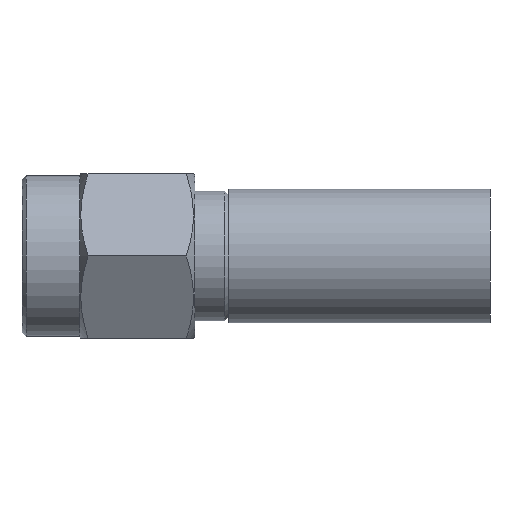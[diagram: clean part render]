
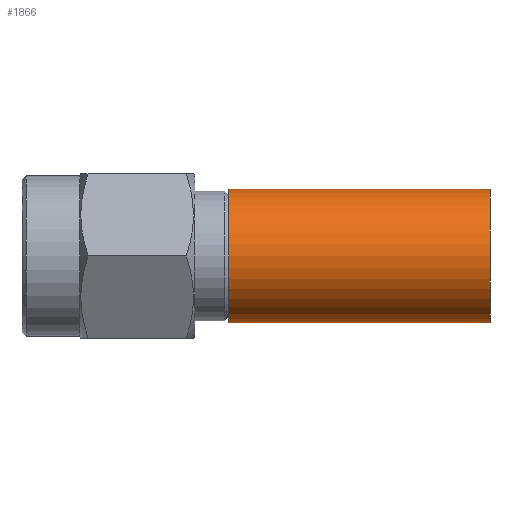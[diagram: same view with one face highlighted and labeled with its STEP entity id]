
A CAD part, front view. The second image highlights one B-rep face of the part: STEP entity #1866.
In plain terms, the highlighted cylindrical face has radius 3.25 mm (diameter 6.5 mm), a partial arc.
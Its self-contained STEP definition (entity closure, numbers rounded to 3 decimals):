
#2 = DIRECTION ( 'NONE',  ( 0., 0., 1. ) ) ;
#3 = VECTOR ( 'NONE', #866, 1000. ) ;
#15 = AXIS2_PLACEMENT_3D ( 'NONE', #1587, #1750, #1272 ) ;
#69 = DIRECTION ( 'NONE',  ( -1., 0., 0. ) ) ;
#176 = VECTOR ( 'NONE', #69, 1000. ) ;
#228 = ORIENTED_EDGE ( 'NONE', *, *, #546, .F. ) ;
#237 = VERTEX_POINT ( 'NONE', #265 ) ;
#265 = CARTESIAN_POINT ( 'NONE',  ( 22.75, 0., 3.25 ) ) ;
#332 = CIRCLE ( 'NONE', #1952, 3.25 ) ;
#546 = EDGE_CURVE ( 'NONE', #1670, #843, #1157, .T. ) ;
#588 = CARTESIAN_POINT ( 'NONE',  ( 10.05, 0., 3.25 ) ) ;
#638 = VERTEX_POINT ( 'NONE', #588 ) ;
#648 = CARTESIAN_POINT ( 'NONE',  ( 10.05, 0., 0. ) ) ;
#754 = AXIS2_PLACEMENT_3D ( 'NONE', #1895, #931, #2 ) ;
#794 = FACE_OUTER_BOUND ( 'NONE', #1480, .T. ) ;
#807 = DIRECTION ( 'NONE',  ( 0., 0., 1. ) ) ;
#843 = VERTEX_POINT ( 'NONE', #1317 ) ;
#866 = DIRECTION ( 'NONE',  ( -1., 0., 0. ) ) ;
#920 = ORIENTED_EDGE ( 'NONE', *, *, #1868, .F. ) ;
#931 = DIRECTION ( 'NONE',  ( -1., 0., 0. ) ) ;
#1157 = LINE ( 'NONE', #1159, #176 ) ;
#1159 = CARTESIAN_POINT ( 'NONE',  ( -1., 0., -3.25 ) ) ;
#1272 = DIRECTION ( 'NONE',  ( 0., 0., 1. ) ) ;
#1317 = CARTESIAN_POINT ( 'NONE',  ( 10.05, 0., -3.25 ) ) ;
#1328 = EDGE_CURVE ( 'NONE', #237, #638, #1678, .T. ) ;
#1335 = CARTESIAN_POINT ( 'NONE',  ( -1., 0., 3.25 ) ) ;
#1401 = EDGE_CURVE ( 'NONE', #1670, #237, #1950, .T. ) ;
#1435 = ORIENTED_EDGE ( 'NONE', *, *, #1328, .T. ) ;
#1480 = EDGE_LOOP ( 'NONE', ( #228, #1845, #1435, #920 ) ) ;
#1587 = CARTESIAN_POINT ( 'NONE',  ( -1., 0., 0. ) ) ;
#1670 = VERTEX_POINT ( 'NONE', #2003 ) ;
#1678 = LINE ( 'NONE', #1335, #3 ) ;
#1750 = DIRECTION ( 'NONE',  ( -1., 0., 0. ) ) ;
#1760 = DIRECTION ( 'NONE',  ( -1., 0., 0. ) ) ;
#1845 = ORIENTED_EDGE ( 'NONE', *, *, #1401, .T. ) ;
#1866 = ADVANCED_FACE ( 'NONE', ( #794 ), #1957, .T. ) ;
#1868 = EDGE_CURVE ( 'NONE', #843, #638, #332, .T. ) ;
#1895 = CARTESIAN_POINT ( 'NONE',  ( 22.75, 0., 0. ) ) ;
#1950 = CIRCLE ( 'NONE', #754, 3.25 ) ;
#1952 = AXIS2_PLACEMENT_3D ( 'NONE', #648, #1760, #807 ) ;
#1957 = CYLINDRICAL_SURFACE ( 'NONE', #15, 3.25 ) ;
#2003 = CARTESIAN_POINT ( 'NONE',  ( 22.75, 0., -3.25 ) ) ;
